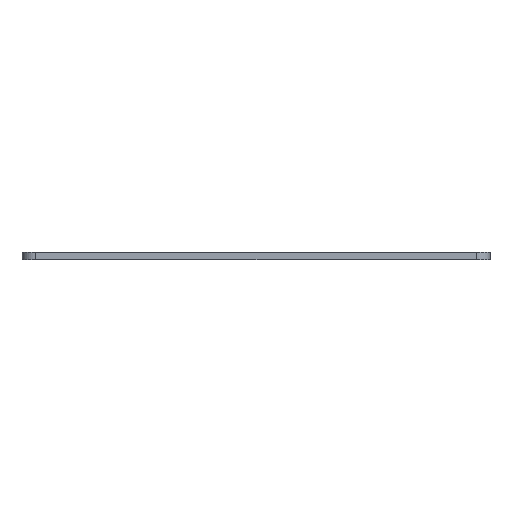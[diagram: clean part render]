
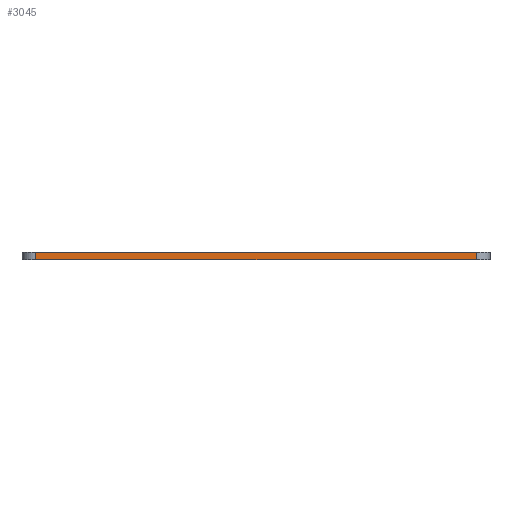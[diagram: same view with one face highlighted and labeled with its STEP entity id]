
A CAD part, left-side view. The second image highlights one B-rep face of the part: STEP entity #3045.
In plain terms, the highlighted planar face has unit normal (-1, 0, 0).
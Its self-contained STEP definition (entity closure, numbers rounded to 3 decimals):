
#146 = VERTEX_POINT('',#147);
#147 = CARTESIAN_POINT('',(48.719,-78.43,0.));
#154 = EDGE_CURVE('',#155,#146,#157,.T.);
#155 = VERTEX_POINT('',#156);
#156 = CARTESIAN_POINT('',(48.719,-175.65,0.));
#157 = LINE('',#158,#159);
#158 = CARTESIAN_POINT('',(48.719,-175.65,0.));
#159 = VECTOR('',#160,1.);
#160 = DIRECTION('',(0.,1.,0.));
#1582 = VERTEX_POINT('',#1583);
#1583 = CARTESIAN_POINT('',(48.719,-78.43,1.6));
#1590 = EDGE_CURVE('',#1591,#1582,#1593,.T.);
#1591 = VERTEX_POINT('',#1592);
#1592 = CARTESIAN_POINT('',(48.719,-175.65,1.6));
#1593 = LINE('',#1594,#1595);
#1594 = CARTESIAN_POINT('',(48.719,-175.65,1.6));
#1595 = VECTOR('',#1596,1.);
#1596 = DIRECTION('',(0.,1.,0.));
#3015 = EDGE_CURVE('',#146,#1582,#3016,.T.);
#3016 = LINE('',#3017,#3018);
#3017 = CARTESIAN_POINT('',(48.719,-78.43,0.));
#3018 = VECTOR('',#3019,1.);
#3019 = DIRECTION('',(0.,0.,1.));
#3045 = ADVANCED_FACE('',(#3046),#3057,.T.);
#3046 = FACE_BOUND('',#3047,.T.);
#3047 = EDGE_LOOP('',(#3048,#3054,#3055,#3056));
#3048 = ORIENTED_EDGE('',*,*,#3049,.T.);
#3049 = EDGE_CURVE('',#155,#1591,#3050,.T.);
#3050 = LINE('',#3051,#3052);
#3051 = CARTESIAN_POINT('',(48.719,-175.65,0.));
#3052 = VECTOR('',#3053,1.);
#3053 = DIRECTION('',(0.,0.,1.));
#3054 = ORIENTED_EDGE('',*,*,#1590,.T.);
#3055 = ORIENTED_EDGE('',*,*,#3015,.F.);
#3056 = ORIENTED_EDGE('',*,*,#154,.F.);
#3057 = PLANE('',#3058);
#3058 = AXIS2_PLACEMENT_3D('',#3059,#3060,#3061);
#3059 = CARTESIAN_POINT('',(48.719,-175.65,0.));
#3060 = DIRECTION('',(-1.,0.,0.));
#3061 = DIRECTION('',(0.,1.,0.));
